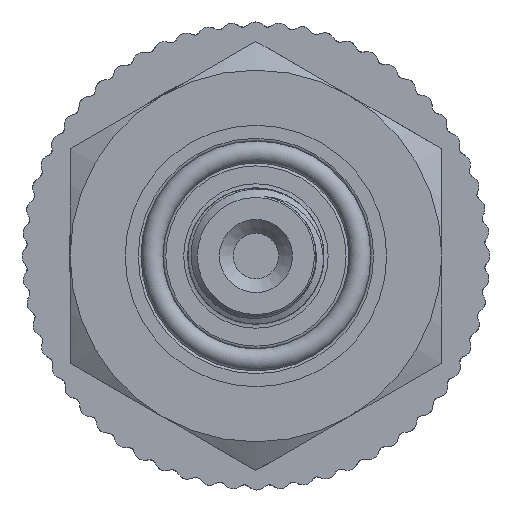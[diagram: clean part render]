
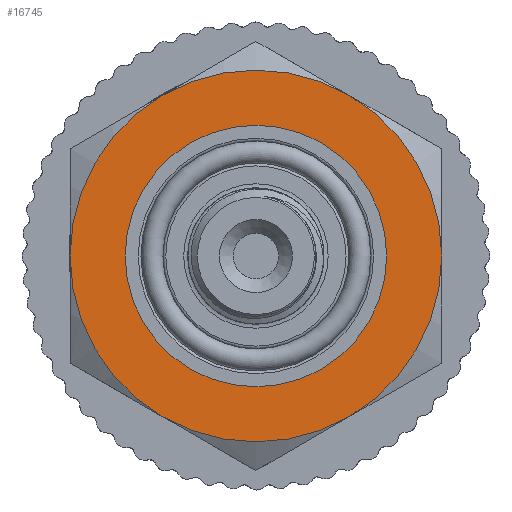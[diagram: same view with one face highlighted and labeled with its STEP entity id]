
A CAD part, left-side view. The second image highlights one B-rep face of the part: STEP entity #16745.
In plain terms, the highlighted face is planar.
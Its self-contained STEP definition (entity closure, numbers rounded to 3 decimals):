
#236=FACE_BOUND('',#2891,.T.);
#948=PLANE('',#17603);
#1913=FACE_OUTER_BOUND('',#2890,.T.);
#2890=EDGE_LOOP('',(#15664));
#2891=EDGE_LOOP('',(#15665));
#3183=CIRCLE('',#17566,13.5);
#3206=CIRCLE('',#17604,9.5);
#8003=VERTEX_POINT('',#51313);
#8021=VERTEX_POINT('',#51376);
#10540=EDGE_CURVE('',#8003,#8003,#3183,.T.);
#10570=EDGE_CURVE('',#8021,#8021,#3206,.T.);
#15664=ORIENTED_EDGE('',*,*,#10540,.T.);
#15665=ORIENTED_EDGE('',*,*,#10570,.F.);
#16745=ADVANCED_FACE('',(#1913,#236),#948,.T.);
#17566=AXIS2_PLACEMENT_3D('',#51314,#20050,#20051);
#17603=AXIS2_PLACEMENT_3D('',#51375,#20131,#20132);
#17604=AXIS2_PLACEMENT_3D('',#51377,#20133,#20134);
#20050=DIRECTION('center_axis',(1.,0.,0.));
#20051=DIRECTION('ref_axis',(0.,0.,-1.));
#20131=DIRECTION('center_axis',(1.,0.,0.));
#20132=DIRECTION('ref_axis',(0.,0.,-1.));
#20133=DIRECTION('center_axis',(1.,0.,0.));
#20134=DIRECTION('ref_axis',(0.,0.,-1.));
#51313=CARTESIAN_POINT('',(-12.,-13.5,0.));
#51314=CARTESIAN_POINT('Origin',(-12.,0.,0.));
#51375=CARTESIAN_POINT('Origin',(-12.,9.5,0.));
#51376=CARTESIAN_POINT('',(-12.,-9.5,0.));
#51377=CARTESIAN_POINT('Origin',(-12.,0.,0.));
